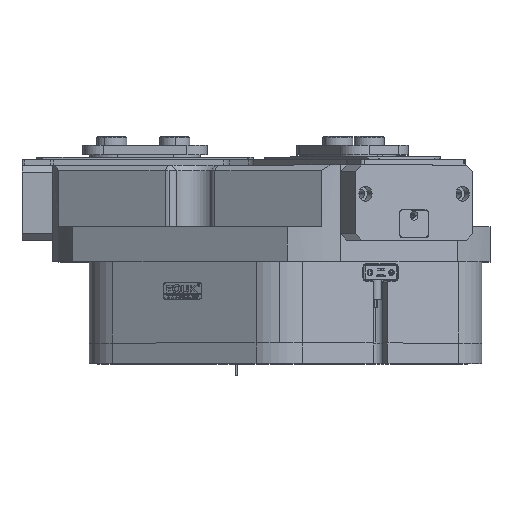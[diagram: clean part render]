
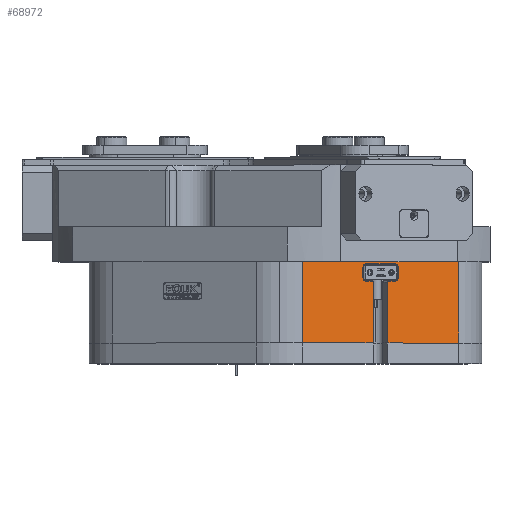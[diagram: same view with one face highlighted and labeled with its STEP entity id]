
A CAD part, top view. The second image highlights one B-rep face of the part: STEP entity #68972.
In plain terms, the highlighted planar face has unit normal (0.5, 0, 0.866).
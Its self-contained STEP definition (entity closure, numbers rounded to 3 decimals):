
#38 = VECTOR ( 'NONE', #46696, 1000. ) ;
#452 = EDGE_CURVE ( 'NONE', #57157, #42831, #42536, .T. ) ;
#732 = DIRECTION ( 'NONE',  ( 0., -1., 0. ) ) ;
#864 = DIRECTION ( 'NONE',  ( 0.866, 0., -0.5 ) ) ;
#1959 = CARTESIAN_POINT ( 'NONE',  ( 60.175, 45.2, 129.226 ) ) ;
#1962 = ORIENTED_EDGE ( 'NONE', *, *, #19010, .T. ) ;
#2306 = AXIS2_PLACEMENT_3D ( 'NONE', #24895, #24446, #36097 ) ;
#2504 = CARTESIAN_POINT ( 'NONE',  ( 65.544, 44.5, 126.126 ) ) ;
#2604 = ORIENTED_EDGE ( 'NONE', *, *, #22936, .T. ) ;
#3154 = CARTESIAN_POINT ( 'NONE',  ( 83.817, 55.5, 115.576 ) ) ;
#3833 = PLANE ( 'NONE',  #9810 ) ;
#4432 = ORIENTED_EDGE ( 'NONE', *, *, #55797, .T. ) ;
#6057 = FACE_OUTER_BOUND ( 'NONE', #10099, .T. ) ;
#6399 = ORIENTED_EDGE ( 'NONE', *, *, #68779, .T. ) ;
#6627 = ORIENTED_EDGE ( 'NONE', *, *, #452, .T. ) ;
#7452 = VECTOR ( 'NONE', #46515, 1000. ) ;
#7649 = VECTOR ( 'NONE', #58065, 1000. ) ;
#7674 = VECTOR ( 'NONE', #61267, 1000. ) ;
#7716 = DIRECTION ( 'NONE',  ( 0., 1., 0. ) ) ;
#8749 = VERTEX_POINT ( 'NONE', #27836 ) ;
#8802 = VERTEX_POINT ( 'NONE', #17763 ) ;
#8867 = EDGE_CURVE ( 'NONE', #39762, #49030, #66710, .T. ) ;
#9810 = AXIS2_PLACEMENT_3D ( 'NONE', #25332, #25098, #41999 ) ;
#9987 = DIRECTION ( 'NONE',  ( -0.5, 0., -0.866 ) ) ;
#10099 = EDGE_LOOP ( 'NONE', ( #12777, #32995, #47840, #1962, #12732, #29721, #49980, #16142, #6627, #4432, #12536, #27699, #6399, #2604, #30908, #42237, #62829, #32858 ) ) ;
#10957 = AXIS2_PLACEMENT_3D ( 'NONE', #59391, #9987, #15459 ) ;
#11450 = LINE ( 'NONE', #29084, #29484 ) ;
#12536 = ORIENTED_EDGE ( 'NONE', *, *, #56302, .T. ) ;
#12732 = ORIENTED_EDGE ( 'NONE', *, *, #51999, .T. ) ;
#12777 = ORIENTED_EDGE ( 'NONE', *, *, #39305, .F. ) ;
#12822 = LINE ( 'NONE', #52350, #7649 ) ;
#13749 = CARTESIAN_POINT ( 'NONE',  ( 81.825, 47.5, 116.726 ) ) ;
#14258 = LINE ( 'NONE', #1959, #25381 ) ;
#14751 = CIRCLE ( 'NONE', #10957, 2.3 ) ;
#15459 = DIRECTION ( 'NONE',  ( 0.866, 0., -0.5 ) ) ;
#15686 = EDGE_CURVE ( 'NONE', #57289, #21220, #53872, .T. ) ;
#16079 = VERTEX_POINT ( 'NONE', #24431 ) ;
#16142 = ORIENTED_EDGE ( 'NONE', *, *, #45691, .T. ) ;
#16556 = CARTESIAN_POINT ( 'NONE',  ( 60.175, 55.5, 129.226 ) ) ;
#16718 = EDGE_CURVE ( 'NONE', #46987, #19813, #64073, .T. ) ;
#17763 = CARTESIAN_POINT ( 'NONE',  ( 83.817, 47.5, 115.576 ) ) ;
#17904 = EDGE_CURVE ( 'NONE', #8749, #16079, #35697, .T. ) ;
#18878 = DIRECTION ( 'NONE',  ( 0.5, 0., 0.866 ) ) ;
#19010 = EDGE_CURVE ( 'NONE', #57864, #42526, #14258, .T. ) ;
#19813 = VERTEX_POINT ( 'NONE', #46685 ) ;
#21177 = VECTOR ( 'NONE', #22937, 1000. ) ;
#21220 = VERTEX_POINT ( 'NONE', #38165 ) ;
#22308 = CIRCLE ( 'NONE', #2306, 0.7 ) ;
#22936 = EDGE_CURVE ( 'NONE', #42795, #19813, #70471, .T. ) ;
#22937 = DIRECTION ( 'NONE',  ( 0., -1., 0. ) ) ;
#23178 = VECTOR ( 'NONE', #7716, 1000. ) ;
#23465 = EDGE_CURVE ( 'NONE', #34839, #44060, #11450, .T. ) ;
#23944 = CARTESIAN_POINT ( 'NONE',  ( 77.062, 44.5, 119.476 ) ) ;
#24083 = DIRECTION ( 'NONE',  ( -0.866, 0., 0.5 ) ) ;
#24431 = CARTESIAN_POINT ( 'NONE',  ( 14., 0., 155.885 ) ) ;
#24446 = DIRECTION ( 'NONE',  ( 0.5, 0., 0.866 ) ) ;
#24562 = CARTESIAN_POINT ( 'NONE',  ( 58.183, 55.5, 130.376 ) ) ;
#24895 = CARTESIAN_POINT ( 'NONE',  ( 64.938, 44.5, 126.476 ) ) ;
#25098 = DIRECTION ( 'NONE',  ( 0.5, 0., 0.866 ) ) ;
#25332 = CARTESIAN_POINT ( 'NONE',  ( 284., 754.9, 0. ) ) ;
#25381 = VECTOR ( 'NONE', #67554, 1000. ) ;
#26162 = CIRCLE ( 'NONE', #37189, 2.3 ) ;
#26993 = VERTEX_POINT ( 'NONE', #63718 ) ;
#27305 = DIRECTION ( 'NONE',  ( 0., 1., 0. ) ) ;
#27472 = CARTESIAN_POINT ( 'NONE',  ( 76.456, 0., 119.826 ) ) ;
#27587 = DIRECTION ( 'NONE',  ( -0.5, 0., -0.866 ) ) ;
#27699 = ORIENTED_EDGE ( 'NONE', *, *, #23465, .T. ) ;
#27836 = CARTESIAN_POINT ( 'NONE',  ( 14., 59.5, 155.885 ) ) ;
#28109 = VECTOR ( 'NONE', #27305, 1000. ) ;
#28551 = AXIS2_PLACEMENT_3D ( 'NONE', #23944, #18878, #41059 ) ;
#29052 = CARTESIAN_POINT ( 'NONE',  ( 81.825, 57.8, 116.726 ) ) ;
#29084 = CARTESIAN_POINT ( 'NONE',  ( 77.062, 45.2, 119.476 ) ) ;
#29484 = VECTOR ( 'NONE', #24083, 1000. ) ;
#29721 = ORIENTED_EDGE ( 'NONE', *, *, #70799, .T. ) ;
#30908 = ORIENTED_EDGE ( 'NONE', *, *, #16718, .F. ) ;
#31883 = CARTESIAN_POINT ( 'NONE',  ( 58.183, 47.5, 130.376 ) ) ;
#32122 = CARTESIAN_POINT ( 'NONE',  ( 128., 0., 90.067 ) ) ;
#32858 = ORIENTED_EDGE ( 'NONE', *, *, #17904, .T. ) ;
#32995 = ORIENTED_EDGE ( 'NONE', *, *, #8867, .T. ) ;
#33719 = CARTESIAN_POINT ( 'NONE',  ( 81.825, 57.8, 116.726 ) ) ;
#34186 = CARTESIAN_POINT ( 'NONE',  ( 58.183, 55.5, 130.376 ) ) ;
#34287 = CIRCLE ( 'NONE', #28551, 0.7 ) ;
#34839 = VERTEX_POINT ( 'NONE', #58893 ) ;
#35697 = LINE ( 'NONE', #60619, #21177 ) ;
#36097 = DIRECTION ( 'NONE',  ( 0.866, 0., -0.5 ) ) ;
#36288 = CARTESIAN_POINT ( 'NONE',  ( 65.544, 0., 126.126 ) ) ;
#36511 = VERTEX_POINT ( 'NONE', #31883 ) ;
#36924 = EDGE_CURVE ( 'NONE', #46987, #26993, #40143, .T. ) ;
#37189 = AXIS2_PLACEMENT_3D ( 'NONE', #13749, #45511, #45753 ) ;
#37252 = AXIS2_PLACEMENT_3D ( 'NONE', #60266, #27587, #49534 ) ;
#37519 = LINE ( 'NONE', #57043, #7452 ) ;
#38165 = CARTESIAN_POINT ( 'NONE',  ( 60.175, 57.8, 129.226 ) ) ;
#38318 = DIRECTION ( 'NONE',  ( -0.5, 0., -0.866 ) ) ;
#39298 = CARTESIAN_POINT ( 'NONE',  ( 284., 0., 0. ) ) ;
#39305 = EDGE_CURVE ( 'NONE', #39762, #16079, #12822, .T. ) ;
#39762 = VERTEX_POINT ( 'NONE', #36288 ) ;
#39870 = DIRECTION ( 'NONE',  ( 0., -1., 0. ) ) ;
#40143 = LINE ( 'NONE', #48792, #28109 ) ;
#40496 = CARTESIAN_POINT ( 'NONE',  ( 77.062, 45.2, 119.476 ) ) ;
#40716 = LINE ( 'NONE', #24562, #62927 ) ;
#41059 = DIRECTION ( 'NONE',  ( 0.866, 0., -0.5 ) ) ;
#41999 = DIRECTION ( 'NONE',  ( 0.866, 0., -0.5 ) ) ;
#42237 = ORIENTED_EDGE ( 'NONE', *, *, #36924, .T. ) ;
#42526 = VERTEX_POINT ( 'NONE', #67134 ) ;
#42536 = CIRCLE ( 'NONE', #37252, 2.3 ) ;
#42795 = VERTEX_POINT ( 'NONE', #69219 ) ;
#42831 = VERTEX_POINT ( 'NONE', #3154 ) ;
#44060 = VERTEX_POINT ( 'NONE', #40496 ) ;
#45086 = EDGE_CURVE ( 'NONE', #8749, #26993, #37519, .T. ) ;
#45511 = DIRECTION ( 'NONE',  ( -0.5, 0., -0.866 ) ) ;
#45691 = EDGE_CURVE ( 'NONE', #21220, #57157, #50394, .T. ) ;
#45753 = DIRECTION ( 'NONE',  ( 0.866, 0., -0.5 ) ) ;
#45782 = DIRECTION ( 'NONE',  ( 0., 1., 0. ) ) ;
#46515 = DIRECTION ( 'NONE',  ( 0.866, 0., -0.5 ) ) ;
#46685 = CARTESIAN_POINT ( 'NONE',  ( 76.456, 0., 119.826 ) ) ;
#46696 = DIRECTION ( 'NONE',  ( 0.866, 0., -0.5 ) ) ;
#46987 = VERTEX_POINT ( 'NONE', #32122 ) ;
#47574 = LINE ( 'NONE', #51349, #50204 ) ;
#47840 = ORIENTED_EDGE ( 'NONE', *, *, #52957, .T. ) ;
#48792 = CARTESIAN_POINT ( 'NONE',  ( 128., 754.9, 90.067 ) ) ;
#49030 = VERTEX_POINT ( 'NONE', #2504 ) ;
#49534 = DIRECTION ( 'NONE',  ( 0.866, 0., -0.5 ) ) ;
#49631 = CARTESIAN_POINT ( 'NONE',  ( 64.938, 45.2, 126.476 ) ) ;
#49980 = ORIENTED_EDGE ( 'NONE', *, *, #15686, .T. ) ;
#50204 = VECTOR ( 'NONE', #39870, 1000. ) ;
#50394 = LINE ( 'NONE', #29052, #38 ) ;
#51349 = CARTESIAN_POINT ( 'NONE',  ( 83.817, 47.5, 115.576 ) ) ;
#51999 = EDGE_CURVE ( 'NONE', #42526, #36511, #14751, .T. ) ;
#52350 = CARTESIAN_POINT ( 'NONE',  ( 284., 0., 0. ) ) ;
#52957 = EDGE_CURVE ( 'NONE', #49030, #57864, #22308, .T. ) ;
#53872 = CIRCLE ( 'NONE', #67331, 2.3 ) ;
#55797 = EDGE_CURVE ( 'NONE', #42831, #8802, #47574, .T. ) ;
#56302 = EDGE_CURVE ( 'NONE', #8802, #34839, #26162, .T. ) ;
#57043 = CARTESIAN_POINT ( 'NONE',  ( 284., 59.5, 0. ) ) ;
#57157 = VERTEX_POINT ( 'NONE', #33719 ) ;
#57289 = VERTEX_POINT ( 'NONE', #34186 ) ;
#57864 = VERTEX_POINT ( 'NONE', #49631 ) ;
#58065 = DIRECTION ( 'NONE',  ( -0.866, 0., 0.5 ) ) ;
#58893 = CARTESIAN_POINT ( 'NONE',  ( 81.825, 45.2, 116.726 ) ) ;
#59391 = CARTESIAN_POINT ( 'NONE',  ( 60.175, 47.5, 129.226 ) ) ;
#60266 = CARTESIAN_POINT ( 'NONE',  ( 81.825, 55.5, 116.726 ) ) ;
#60619 = CARTESIAN_POINT ( 'NONE',  ( 14., 754.9, 155.885 ) ) ;
#61113 = VECTOR ( 'NONE', #732, 1000. ) ;
#61267 = DIRECTION ( 'NONE',  ( -0.866, 0., 0.5 ) ) ;
#62171 = CARTESIAN_POINT ( 'NONE',  ( 65.544, 44.5, 126.126 ) ) ;
#62829 = ORIENTED_EDGE ( 'NONE', *, *, #45086, .F. ) ;
#62927 = VECTOR ( 'NONE', #45782, 1000. ) ;
#63718 = CARTESIAN_POINT ( 'NONE',  ( 128., 59.5, 90.067 ) ) ;
#64073 = LINE ( 'NONE', #39298, #7674 ) ;
#66710 = LINE ( 'NONE', #62171, #23178 ) ;
#67134 = CARTESIAN_POINT ( 'NONE',  ( 60.175, 45.2, 129.226 ) ) ;
#67331 = AXIS2_PLACEMENT_3D ( 'NONE', #16556, #38318, #864 ) ;
#67554 = DIRECTION ( 'NONE',  ( -0.866, 0., 0.5 ) ) ;
#68779 = EDGE_CURVE ( 'NONE', #44060, #42795, #34287, .T. ) ;
#68972 = ADVANCED_FACE ( 'NONE', ( #6057 ), #3833, .T. ) ;
#69219 = CARTESIAN_POINT ( 'NONE',  ( 76.456, 44.5, 119.826 ) ) ;
#70471 = LINE ( 'NONE', #27472, #61113 ) ;
#70799 = EDGE_CURVE ( 'NONE', #36511, #57289, #40716, .T. ) ;
